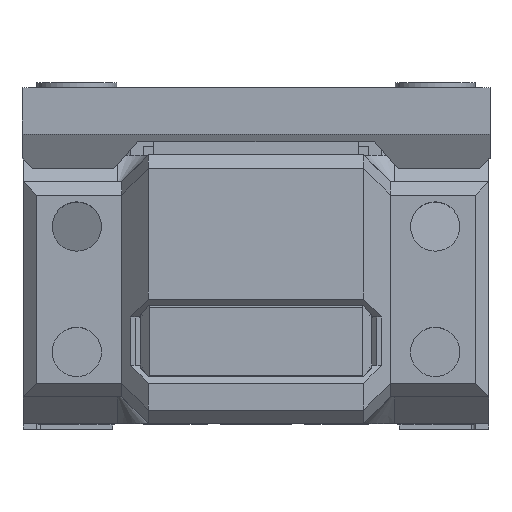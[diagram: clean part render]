
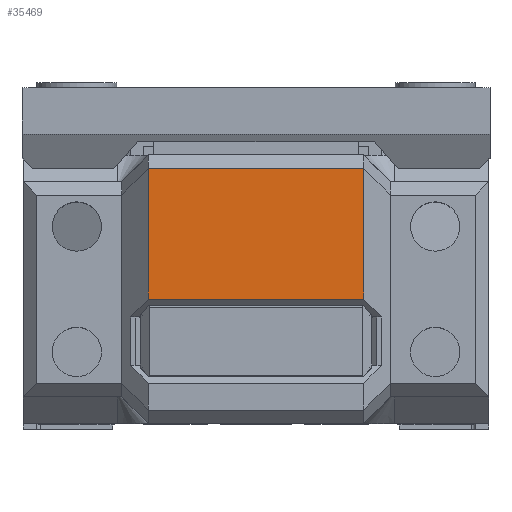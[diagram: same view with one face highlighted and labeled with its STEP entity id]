
A CAD part, top view. The second image highlights one B-rep face of the part: STEP entity #35469.
In plain terms, the highlighted planar face has unit normal (0, 0, 1).
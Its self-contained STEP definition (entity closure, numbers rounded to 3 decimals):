
#2680=DIRECTION('',(1.,0.,0.));
#2681=VECTOR('',#2680,24.);
#2682=CARTESIAN_POINT('',(-12.,-1.1,90.1));
#2683=LINE('',#2682,#2681);
#3436=DIRECTION('',(0.,1.,0.));
#3437=VECTOR('',#3436,14.6);
#3438=CARTESIAN_POINT('',(12.,-1.1,90.1));
#3439=LINE('',#3438,#3437);
#3646=DIRECTION('',(0.,-1.,0.));
#3647=VECTOR('',#3646,14.6);
#3648=CARTESIAN_POINT('',(-12.,13.5,90.1));
#3649=LINE('',#3648,#3647);
#3828=DIRECTION('',(-1.,0.,0.));
#3829=VECTOR('',#3828,24.);
#3830=CARTESIAN_POINT('',(12.,13.5,90.1));
#3831=LINE('',#3830,#3829);
#23794=CARTESIAN_POINT('',(12.,13.5,90.1));
#23795=CARTESIAN_POINT('',(-12.,13.5,90.1));
#23796=VERTEX_POINT('',#23794);
#23797=VERTEX_POINT('',#23795);
#23798=CARTESIAN_POINT('',(12.,-1.1,90.1));
#23799=VERTEX_POINT('',#23798);
#23800=CARTESIAN_POINT('',(-12.,-1.1,90.1));
#23801=VERTEX_POINT('',#23800);
#35458=CARTESIAN_POINT('',(0.,6.2,90.1));
#35459=DIRECTION('',(0.,0.,1.));
#35460=DIRECTION('',(-1.,0.,0.));
#35461=AXIS2_PLACEMENT_3D('',#35458,#35459,#35460);
#35462=PLANE('',#35461);
#35463=ORIENTED_EDGE('',*,*,#35450,.F.);
#35464=ORIENTED_EDGE('',*,*,#34928,.F.);
#35465=ORIENTED_EDGE('',*,*,#33877,.F.);
#35466=ORIENTED_EDGE('',*,*,#35204,.F.);
#35467=EDGE_LOOP('',(#35463,#35464,#35465,#35466));
#35468=FACE_OUTER_BOUND('',#35467,.F.);
#35469=ADVANCED_FACE('',(#35468),#35462,.T.);
#33877=EDGE_CURVE('',#23801,#23799,#2683,.T.);
#34928=EDGE_CURVE('',#23799,#23796,#3439,.T.);
#35204=EDGE_CURVE('',#23797,#23801,#3649,.T.);
#35450=EDGE_CURVE('',#23796,#23797,#3831,.T.);
